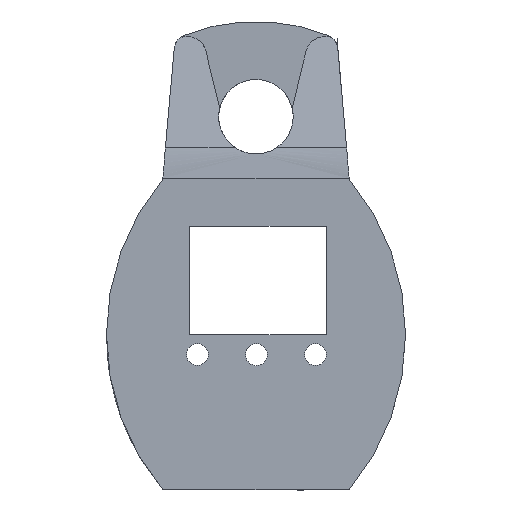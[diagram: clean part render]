
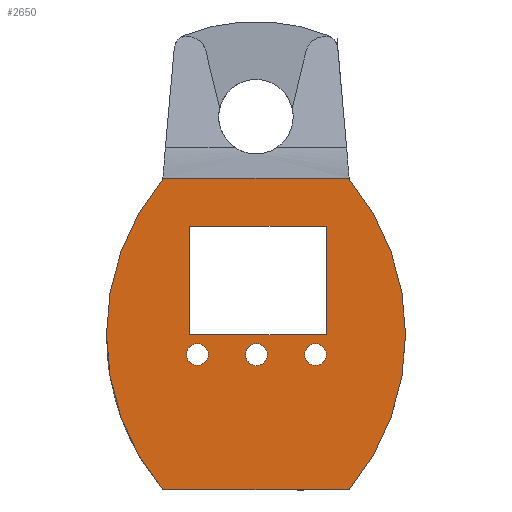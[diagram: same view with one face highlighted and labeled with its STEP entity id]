
A CAD part, top view. The second image highlights one B-rep face of the part: STEP entity #2650.
In plain terms, the highlighted planar face has unit normal (0, 0, 1).
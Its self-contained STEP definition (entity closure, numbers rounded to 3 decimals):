
#43=FACE_BOUND('',#376,.T.);
#44=FACE_BOUND('',#377,.T.);
#45=FACE_BOUND('',#378,.T.);
#46=FACE_BOUND('',#379,.T.);
#140=CIRCLE('',#2845,78.);
#141=CIRCLE('',#2846,78.);
#142=CIRCLE('',#2847,3.5);
#143=CIRCLE('',#2848,3.5);
#144=CIRCLE('',#2849,3.5);
#231=FACE_OUTER_BOUND('',#375,.T.);
#375=EDGE_LOOP('',(#1900,#1901,#1902,#1903,#1904,#1905));
#376=EDGE_LOOP('',(#1906,#1907,#1908,#1909));
#377=EDGE_LOOP('',(#1910));
#378=EDGE_LOOP('',(#1911));
#379=EDGE_LOOP('',(#1912));
#584=LINE('',#4053,#863);
#601=LINE('',#4082,#880);
#602=LINE('',#4084,#881);
#603=LINE('',#4086,#882);
#604=LINE('',#4090,#883);
#605=LINE('',#4092,#884);
#606=LINE('',#4094,#885);
#607=LINE('',#4095,#886);
#863=VECTOR('',#3220,10.);
#880=VECTOR('',#3247,10.);
#881=VECTOR('',#3248,10.);
#882=VECTOR('',#3249,10.);
#883=VECTOR('',#3252,10.);
#884=VECTOR('',#3253,10.);
#885=VECTOR('',#3254,10.);
#886=VECTOR('',#3255,10.);
#1153=VERTEX_POINT('',#4051);
#1154=VERTEX_POINT('',#4052);
#1160=VERTEX_POINT('',#4079);
#1161=VERTEX_POINT('',#4081);
#1162=VERTEX_POINT('',#4083);
#1163=VERTEX_POINT('',#4085);
#1164=VERTEX_POINT('',#4088);
#1165=VERTEX_POINT('',#4089);
#1166=VERTEX_POINT('',#4091);
#1167=VERTEX_POINT('',#4093);
#1168=VERTEX_POINT('',#4096);
#1169=VERTEX_POINT('',#4098);
#1170=VERTEX_POINT('',#4100);
#1431=EDGE_CURVE('',#1153,#1154,#584,.T.);
#1448=EDGE_CURVE('',#1154,#1160,#140,.T.);
#1449=EDGE_CURVE('',#1160,#1161,#601,.T.);
#1450=EDGE_CURVE('',#1162,#1161,#602,.T.);
#1451=EDGE_CURVE('',#1162,#1163,#603,.T.);
#1452=EDGE_CURVE('',#1163,#1153,#141,.T.);
#1453=EDGE_CURVE('',#1164,#1165,#604,.T.);
#1454=EDGE_CURVE('',#1165,#1166,#605,.T.);
#1455=EDGE_CURVE('',#1166,#1167,#606,.T.);
#1456=EDGE_CURVE('',#1167,#1164,#607,.T.);
#1457=EDGE_CURVE('',#1168,#1168,#142,.T.);
#1458=EDGE_CURVE('',#1169,#1169,#143,.T.);
#1459=EDGE_CURVE('',#1170,#1170,#144,.T.);
#1900=ORIENTED_EDGE('',*,*,#1431,.T.);
#1901=ORIENTED_EDGE('',*,*,#1448,.T.);
#1902=ORIENTED_EDGE('',*,*,#1449,.T.);
#1903=ORIENTED_EDGE('',*,*,#1450,.F.);
#1904=ORIENTED_EDGE('',*,*,#1451,.T.);
#1905=ORIENTED_EDGE('',*,*,#1452,.T.);
#1906=ORIENTED_EDGE('',*,*,#1453,.T.);
#1907=ORIENTED_EDGE('',*,*,#1454,.T.);
#1908=ORIENTED_EDGE('',*,*,#1455,.T.);
#1909=ORIENTED_EDGE('',*,*,#1456,.T.);
#1910=ORIENTED_EDGE('',*,*,#1457,.T.);
#1911=ORIENTED_EDGE('',*,*,#1458,.T.);
#1912=ORIENTED_EDGE('',*,*,#1459,.T.);
#2546=PLANE('',#2844);
#2650=ADVANCED_FACE('',(#231,#43,#44,#45,#46),#2546,.T.);
#2844=AXIS2_PLACEMENT_3D('',#4078,#3243,#3244);
#2845=AXIS2_PLACEMENT_3D('',#4080,#3245,#3246);
#2846=AXIS2_PLACEMENT_3D('',#4087,#3250,#3251);
#2847=AXIS2_PLACEMENT_3D('',#4097,#3256,#3257);
#2848=AXIS2_PLACEMENT_3D('',#4099,#3258,#3259);
#2849=AXIS2_PLACEMENT_3D('',#4101,#3260,#3261);
#3220=DIRECTION('',(1.,0.,0.));
#3243=DIRECTION('center_axis',(0.,0.,1.));
#3244=DIRECTION('ref_axis',(1.,0.,0.));
#3245=DIRECTION('center_axis',(0.,0.,1.));
#3246=DIRECTION('ref_axis',(0.768,-0.641,0.));
#3247=DIRECTION('',(-0.087,0.996,0.));
#3248=DIRECTION('',(1.,0.,0.));
#3249=DIRECTION('',(-0.087,-0.996,0.));
#3250=DIRECTION('center_axis',(0.,0.,1.));
#3251=DIRECTION('ref_axis',(-0.768,0.641,0.));
#3252=DIRECTION('',(0.,1.,0.));
#3253=DIRECTION('',(1.,0.,0.));
#3254=DIRECTION('',(0.,-1.,0.));
#3255=DIRECTION('',(-1.,0.,0.));
#3256=DIRECTION('center_axis',(0.,0.,-1.));
#3257=DIRECTION('ref_axis',(-1.,0.,0.));
#3258=DIRECTION('center_axis',(0.,0.,-1.));
#3259=DIRECTION('ref_axis',(-1.,0.,0.));
#3260=DIRECTION('center_axis',(0.,0.,-1.));
#3261=DIRECTION('ref_axis',(-1.,0.,0.));
#4051=CARTESIAN_POINT('',(-18.5,-24.,20.));
#4052=CARTESIAN_POINT('',(41.5,-24.,20.));
#4053=CARTESIAN_POINT('',(-18.5,-24.,20.));
#4078=CARTESIAN_POINT('Origin',(11.5,26.,20.));
#4079=CARTESIAN_POINT('',(41.5,76.,20.));
#4080=CARTESIAN_POINT('Origin',(-18.367,26.,20.));
#4081=CARTESIAN_POINT('',(41.48,76.227,20.));
#4082=CARTESIAN_POINT('',(41.5,76.,20.));
#4083=CARTESIAN_POINT('',(-18.48,76.227,20.));
#4084=CARTESIAN_POINT('',(11.5,76.227,20.));
#4085=CARTESIAN_POINT('',(-18.5,76.,20.));
#4086=CARTESIAN_POINT('',(-18.061,81.,20.));
#4087=CARTESIAN_POINT('Origin',(41.367,26.,20.));
#4088=CARTESIAN_POINT('',(-9.877,25.863,20.));
#4089=CARTESIAN_POINT('',(-9.877,60.863,20.));
#4090=CARTESIAN_POINT('',(-9.877,43.432,20.));
#4091=CARTESIAN_POINT('',(34.123,60.863,20.));
#4092=CARTESIAN_POINT('',(22.812,60.863,20.));
#4093=CARTESIAN_POINT('',(34.123,25.863,20.));
#4094=CARTESIAN_POINT('',(34.123,25.932,20.));
#4095=CARTESIAN_POINT('',(0.812,25.863,20.));
#4096=CARTESIAN_POINT('',(34.123,19.511,20.));
#4097=CARTESIAN_POINT('Origin',(30.623,19.511,20.));
#4098=CARTESIAN_POINT('',(15.123,19.493,20.));
#4099=CARTESIAN_POINT('Origin',(11.623,19.493,20.));
#4100=CARTESIAN_POINT('',(-3.877,19.534,20.));
#4101=CARTESIAN_POINT('Origin',(-7.377,19.534,20.));
